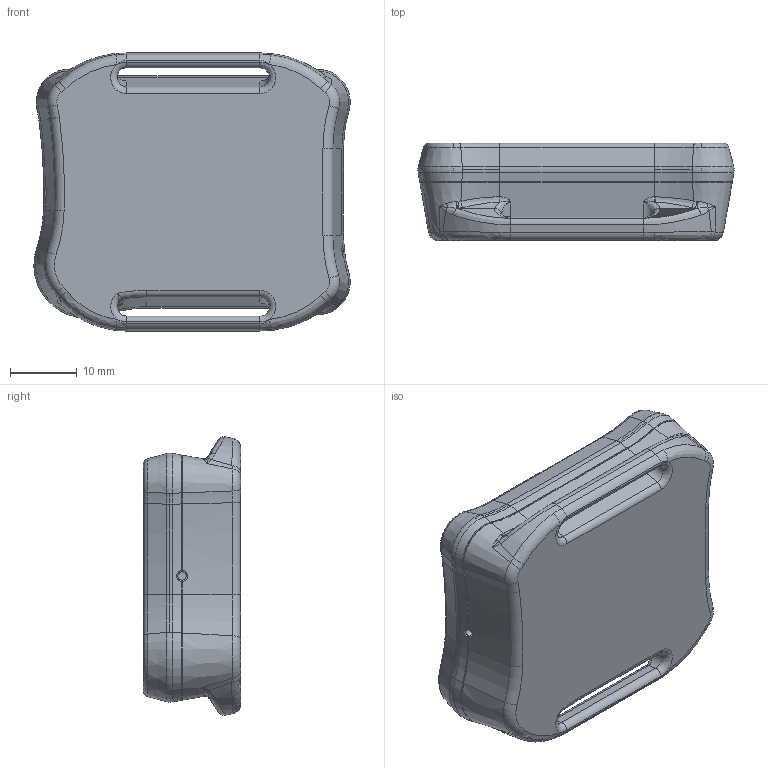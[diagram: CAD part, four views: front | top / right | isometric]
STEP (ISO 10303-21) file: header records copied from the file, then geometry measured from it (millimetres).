
FILE_DESCRIPTION (( 'STEP AP203' ), '1' );
FILE_NAME ('Beacon Mini-RX_body.STEP', '2019-05-23T08:17:03', ( '' ), ( '' ), 'SwSTEP 2.0', 'SolidWorks 2017', '' );
FILE_SCHEMA (( 'CONFIG_CONTROL_DESIGN' ));
Length unit declared in the file: millimetre
Products named in the file (1): Beacon Mini-RX_body
Bounding box: 47.53 x 14.61 x 41.82 mm (x, y, z)
Volume: 22283.6 mm3; surface area: 5931.9 mm2
Topology: 1 solids, 1 shells, 662 faces, 1644 edges, 999 vertices
Faces by surface type: plane 252, bspline 207, cylinder 104, torus 51, cone 48
Entity records: 27175 total; most frequent: CARTESIAN_POINT 12778, ORIENTED_EDGE 3264, DIRECTION 2550, EDGE_CURVE 1632, VERTEX_POINT 999, AXIS2_PLACEMENT_3D 883, LINE 784, VECTOR 784
